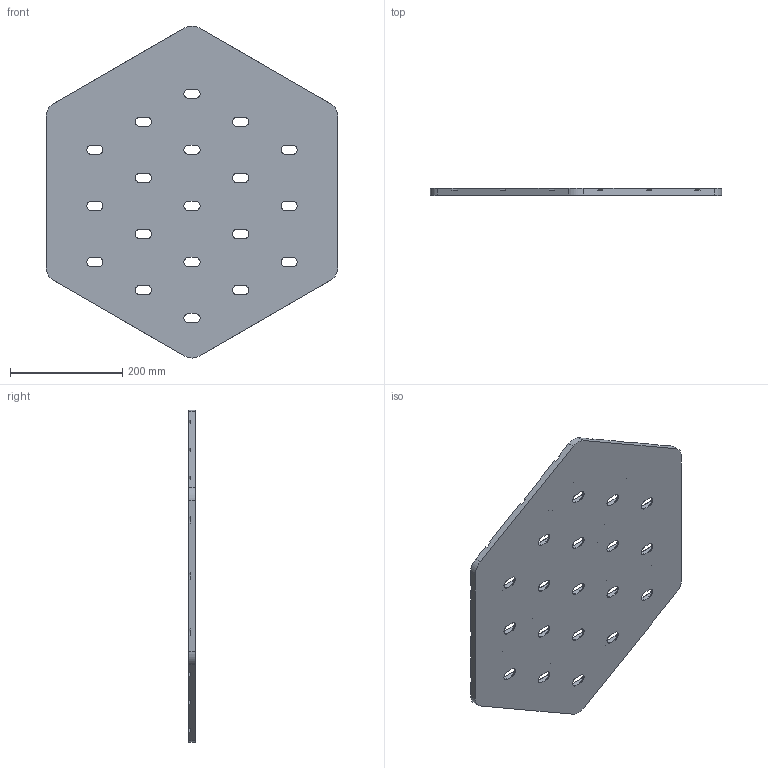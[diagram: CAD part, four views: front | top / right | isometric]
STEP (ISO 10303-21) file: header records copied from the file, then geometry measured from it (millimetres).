
FILE_DESCRIPTION(/* description */ (''),/* implementation_level */ '2;1');
FILE_NAME(/* name */ 'boardTop.step',/* time_stamp */ '2021-06-01T00:17:19-05:00',/* author */ (''),/* organization */ (''),/* preprocessor_version */ 'ST-DEVELOPER v18.1',/* originating_system */ 'Autodesk Translation Framework v10.9.0.1377',/* authorisation */ '');
FILE_SCHEMA (('AUTOMOTIVE_DESIGN { 1 0 10303 214 3 1 1 }'));
Length unit declared in the file: millimetre
Products named in the file (1): baseHex
Bounding box: 519.62 x 12 x 592.14 mm (x, y, z)
Volume: 1998945 mm3; surface area: 568067.7 mm2
Topology: 1 solids, 1 shells, 1534 faces, 4425 edges, 2950 vertices
Faces by surface type: cylinder 891, plane 643
Full cylindrical faces by diameter (mm): 25.4 x19
Entity records: 51156 total; most frequent: DIRECTION 9277, CARTESIAN_POINT 8910, ORIENTED_EDGE 8850, EDGE_CURVE 4425, AXIS2_PLACEMENT_3D 3317, VERTEX_POINT 2950, LINE 2643, VECTOR 2643
